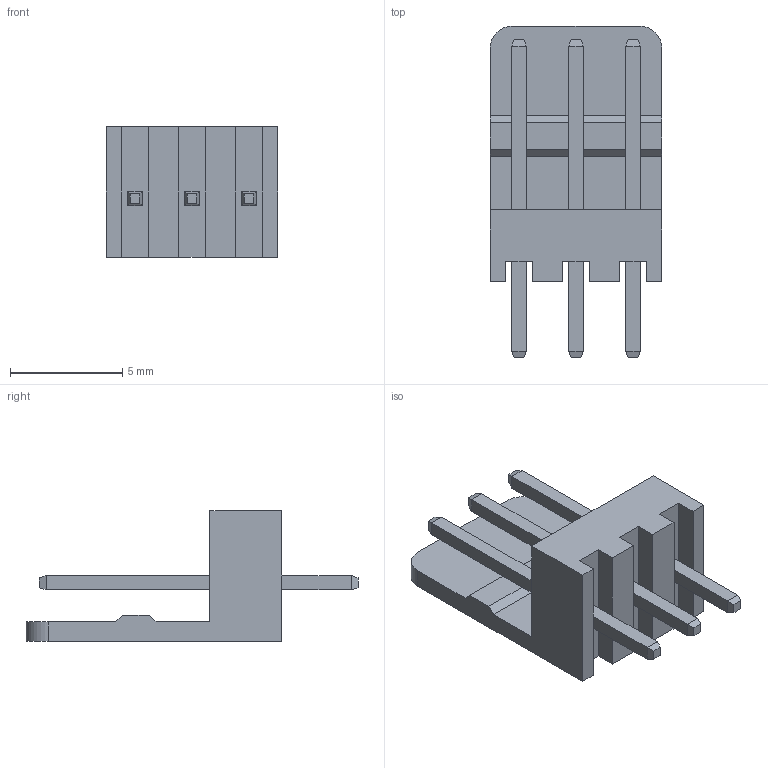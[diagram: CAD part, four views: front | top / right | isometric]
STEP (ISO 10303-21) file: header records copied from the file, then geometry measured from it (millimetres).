
FILE_DESCRIPTION((''),'2;1');
FILE_NAME('528-03-3-xx','2021-04-26T',('Administrator'),(''),'PRO/ENGINEER BY PARAMETRIC TECHNOLOGY CORPORATION, 2010280','PRO/ENGINEER BY PARAMETRIC TECHNOLOGY CORPORATION, 2010280','');
FILE_SCHEMA(('CONFIG_CONTROL_DESIGN'));
Length unit declared in the file: millimetre
Products named in the file (1): 528-03-3-xx
Bounding box: 7.66 x 14.8 x 5.8 mm (x, y, z)
Volume: 194.3 mm3; surface area: 430.2 mm2
Topology: 1 solids, 1 shells, 80 faces, 192 edges, 120 vertices
Faces by surface type: plane 78, cylinder 2
Entity records: 2286 total; most frequent: CARTESIAN_POINT 392, ORIENTED_EDGE 384, DIRECTION 356, EDGE_CURVE 192, VECTOR 188, LINE 188, VERTEX_POINT 120, EDGE_LOOP 86
